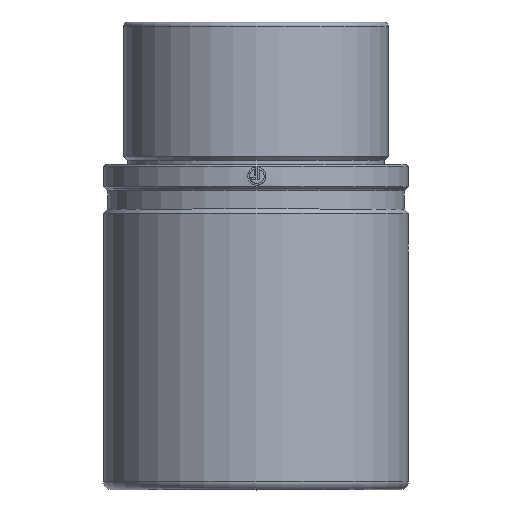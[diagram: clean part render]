
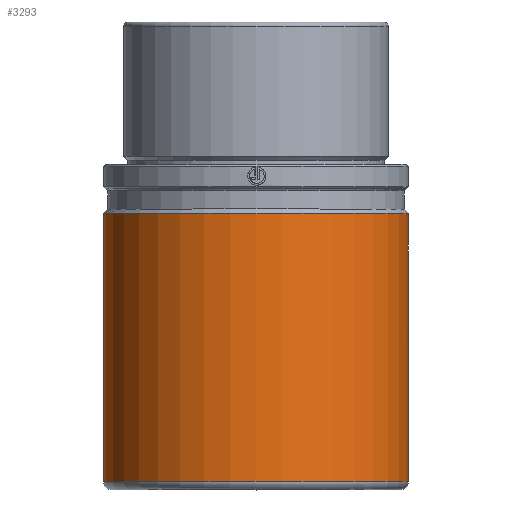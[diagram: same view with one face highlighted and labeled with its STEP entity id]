
A CAD part, top view. The second image highlights one B-rep face of the part: STEP entity #3293.
In plain terms, the highlighted cylindrical face has radius 37.5 mm (diameter 75 mm), a partial arc.
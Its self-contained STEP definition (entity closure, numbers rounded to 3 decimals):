
#53 = VECTOR ( 'NONE', #5538, 1000. ) ;
#58 = CARTESIAN_POINT ( 'NONE',  ( 0., -55.5, 0. ) ) ;
#71 = VERTEX_POINT ( 'NONE', #3971 ) ;
#172 = EDGE_CURVE ( 'NONE', #2240, #7338, #7049, .T. ) ;
#441 = CARTESIAN_POINT ( 'NONE',  ( 37.469, -0.499, 1.537 ) ) ;
#485 = CARTESIAN_POINT ( 'NONE',  ( 37.479, 3.669, 1.255 ) ) ;
#600 = B_SPLINE_CURVE_WITH_KNOTS ( 'NONE', 3,
 ( #7417, #6990, #2182, #4025, #3386, #4051, #4001, #6312, #4631, #7470, #3978, #485, #3956, #7491, #5199, #4606 ),
 .UNSPECIFIED., .F., .F.,
 ( 4, 2, 2, 2, 2, 2, 2, 4 ),
 ( 0.012, 0.012, 0.013, 0.013, 0.014, 0.014, 0.015, 0.016 ),
 .UNSPECIFIED. ) ;
#632 = VERTEX_POINT ( 'NONE', #2055 ) ;
#650 = ORIENTED_EDGE ( 'NONE', *, *, #1946, .F. ) ;
#1033 = CARTESIAN_POINT ( 'NONE',  ( 37.418, 1.172, 2.484 ) ) ;
#1182 = VERTEX_POINT ( 'NONE', #2326 ) ;
#1349 = CARTESIAN_POINT ( 'NONE',  ( 37.5, -1., 0. ) ) ;
#1543 = CARTESIAN_POINT ( 'NONE',  ( 37.5, 10.5, 0. ) ) ;
#1619 = CARTESIAN_POINT ( 'NONE',  ( 37.447, -0.024, 1.988 ) ) ;
#1775 = DIRECTION ( 'NONE',  ( 0., 1., 0. ) ) ;
#1796 = DIRECTION ( 'NONE',  ( 0., 1., 0. ) ) ;
#1859 = CIRCLE ( 'NONE', #3646, 37.5 ) ;
#1946 = EDGE_CURVE ( 'NONE', #3043, #632, #4742, .T. ) ;
#2018 = AXIS2_PLACEMENT_3D ( 'NONE', #2708, #6820, #6263 ) ;
#2055 = CARTESIAN_POINT ( 'NONE',  ( -37.5, 10.5, 0. ) ) ;
#2182 = CARTESIAN_POINT ( 'NONE',  ( 37.418, 1.828, 2.484 ) ) ;
#2183 = CARTESIAN_POINT ( 'NONE',  ( 37.437, 0.247, 2.17 ) ) ;
#2210 = CARTESIAN_POINT ( 'NONE',  ( 37.422, 0.853, 2.42 ) ) ;
#2240 = VERTEX_POINT ( 'NONE', #3714 ) ;
#2326 = CARTESIAN_POINT ( 'NONE',  ( 37.5, 4., 0. ) ) ;
#2708 = CARTESIAN_POINT ( 'NONE',  ( 0., 0., 0. ) ) ;
#2859 = ORIENTED_EDGE ( 'NONE', *, *, #5447, .F. ) ;
#2942 = EDGE_CURVE ( 'NONE', #1182, #3527, #5299, .T. ) ;
#2995 = AXIS2_PLACEMENT_3D ( 'NONE', #6374, #4232, #7073 ) ;
#3043 = VERTEX_POINT ( 'NONE', #4707 ) ;
#3293 = ADVANCED_FACE ( 'NONE', ( #4114 ), #7208, .T. ) ;
#3355 = EDGE_CURVE ( 'NONE', #7338, #71, #4120, .T. ) ;
#3386 = CARTESIAN_POINT ( 'NONE',  ( 37.425, 2.306, 2.372 ) ) ;
#3527 = VERTEX_POINT ( 'NONE', #1543 ) ;
#3646 = AXIS2_PLACEMENT_3D ( 'NONE', #58, #1796, #4180 ) ;
#3714 = CARTESIAN_POINT ( 'NONE',  ( 37.5, -55.5, 0. ) ) ;
#3888 = DIRECTION ( 'NONE',  ( 0., 1., 0. ) ) ;
#3956 = CARTESIAN_POINT ( 'NONE',  ( 37.484, 3.746, 1.109 ) ) ;
#3971 = CARTESIAN_POINT ( 'NONE',  ( 37.417, 1.5, 2.5 ) ) ;
#3978 = CARTESIAN_POINT ( 'NONE',  ( 37.469, 3.486, 1.527 ) ) ;
#4001 = CARTESIAN_POINT ( 'NONE',  ( 37.437, 2.752, 2.17 ) ) ;
#4025 = CARTESIAN_POINT ( 'NONE',  ( 37.422, 2.147, 2.42 ) ) ;
#4051 = CARTESIAN_POINT ( 'NONE',  ( 37.433, 2.608, 2.247 ) ) ;
#4098 = CIRCLE ( 'NONE', #2995, 37.5 ) ;
#4114 = FACE_OUTER_BOUND ( 'NONE', #4725, .T. ) ;
#4120 = B_SPLINE_CURVE_WITH_KNOTS ( 'NONE', 3,
 ( #1349, #5132, #4558, #5155, #6336, #5713, #441, #5738, #1619, #2183, #6919, #6313, #2210, #1033, #6894, #7471 ),
 .UNSPECIFIED., .F., .F.,
 ( 4, 2, 2, 2, 2, 2, 2, 4 ),
 ( 0.008, 0.008, 0.009, 0.01, 0.01, 0.011, 0.011, 0.012 ),
 .UNSPECIFIED. ) ;
#4180 = DIRECTION ( 'NONE',  ( -1., 0., 0. ) ) ;
#4232 = DIRECTION ( 'NONE',  ( 0., 1., 0. ) ) ;
#4245 = ORIENTED_EDGE ( 'NONE', *, *, #6002, .T. ) ;
#4395 = CARTESIAN_POINT ( 'NONE',  ( 37.5, -1., 0. ) ) ;
#4558 = CARTESIAN_POINT ( 'NONE',  ( 37.499, -0.984, 0.325 ) ) ;
#4606 = CARTESIAN_POINT ( 'NONE',  ( 37.5, 4., 0. ) ) ;
#4631 = CARTESIAN_POINT ( 'NONE',  ( 37.453, 3.152, 1.884 ) ) ;
#4707 = CARTESIAN_POINT ( 'NONE',  ( -37.5, -55.5, 0. ) ) ;
#4725 = EDGE_LOOP ( 'NONE', ( #4245, #6741, #7010, #6530, #5366, #2859, #650 ) ) ;
#4742 = LINE ( 'NONE', #4917, #53 ) ;
#4917 = CARTESIAN_POINT ( 'NONE',  ( -37.5, 0., 0. ) ) ;
#5070 = EDGE_CURVE ( 'NONE', #71, #1182, #600, .T. ) ;
#5132 = CARTESIAN_POINT ( 'NONE',  ( 37.5, -1., 0.163 ) ) ;
#5155 = CARTESIAN_POINT ( 'NONE',  ( 37.495, -0.92, 0.648 ) ) ;
#5199 = CARTESIAN_POINT ( 'NONE',  ( 37.5, 4., 0.33 ) ) ;
#5226 = VECTOR ( 'NONE', #1775, 1000. ) ;
#5299 = LINE ( 'NONE', #5675, #6327 ) ;
#5366 = ORIENTED_EDGE ( 'NONE', *, *, #2942, .T. ) ;
#5447 = EDGE_CURVE ( 'NONE', #632, #3527, #4098, .T. ) ;
#5538 = DIRECTION ( 'NONE',  ( 0., 1., 0. ) ) ;
#5675 = CARTESIAN_POINT ( 'NONE',  ( 37.5, 0., 0. ) ) ;
#5713 = CARTESIAN_POINT ( 'NONE',  ( 37.48, -0.685, 1.258 ) ) ;
#5738 = CARTESIAN_POINT ( 'NONE',  ( 37.453, -0.153, 1.883 ) ) ;
#6002 = EDGE_CURVE ( 'NONE', #3043, #2240, #1859, .T. ) ;
#6263 = DIRECTION ( 'NONE',  ( -1., 0., 0. ) ) ;
#6278 = CARTESIAN_POINT ( 'NONE',  ( 37.5, 0., 0. ) ) ;
#6312 = CARTESIAN_POINT ( 'NONE',  ( 37.447, 3.023, 1.989 ) ) ;
#6313 = CARTESIAN_POINT ( 'NONE',  ( 37.425, 0.694, 2.372 ) ) ;
#6327 = VECTOR ( 'NONE', #3888, 1000. ) ;
#6336 = CARTESIAN_POINT ( 'NONE',  ( 37.492, -0.872, 0.806 ) ) ;
#6374 = CARTESIAN_POINT ( 'NONE',  ( 0., 10.5, 0. ) ) ;
#6530 = ORIENTED_EDGE ( 'NONE', *, *, #5070, .T. ) ;
#6741 = ORIENTED_EDGE ( 'NONE', *, *, #172, .T. ) ;
#6820 = DIRECTION ( 'NONE',  ( 0., 1., 0. ) ) ;
#6894 = CARTESIAN_POINT ( 'NONE',  ( 37.417, 1.335, 2.5 ) ) ;
#6919 = CARTESIAN_POINT ( 'NONE',  ( 37.433, 0.391, 2.247 ) ) ;
#6990 = CARTESIAN_POINT ( 'NONE',  ( 37.417, 1.665, 2.5 ) ) ;
#7010 = ORIENTED_EDGE ( 'NONE', *, *, #3355, .T. ) ;
#7049 = LINE ( 'NONE', #6278, #5226 ) ;
#7073 = DIRECTION ( 'NONE',  ( -1., 0., 0. ) ) ;
#7208 = CYLINDRICAL_SURFACE ( 'NONE', #2018, 37.5 ) ;
#7338 = VERTEX_POINT ( 'NONE', #4395 ) ;
#7417 = CARTESIAN_POINT ( 'NONE',  ( 37.417, 1.5, 2.5 ) ) ;
#7470 = CARTESIAN_POINT ( 'NONE',  ( 37.464, 3.383, 1.653 ) ) ;
#7471 = CARTESIAN_POINT ( 'NONE',  ( 37.417, 1.5, 2.5 ) ) ;
#7491 = CARTESIAN_POINT ( 'NONE',  ( 37.495, 3.934, 0.658 ) ) ;
